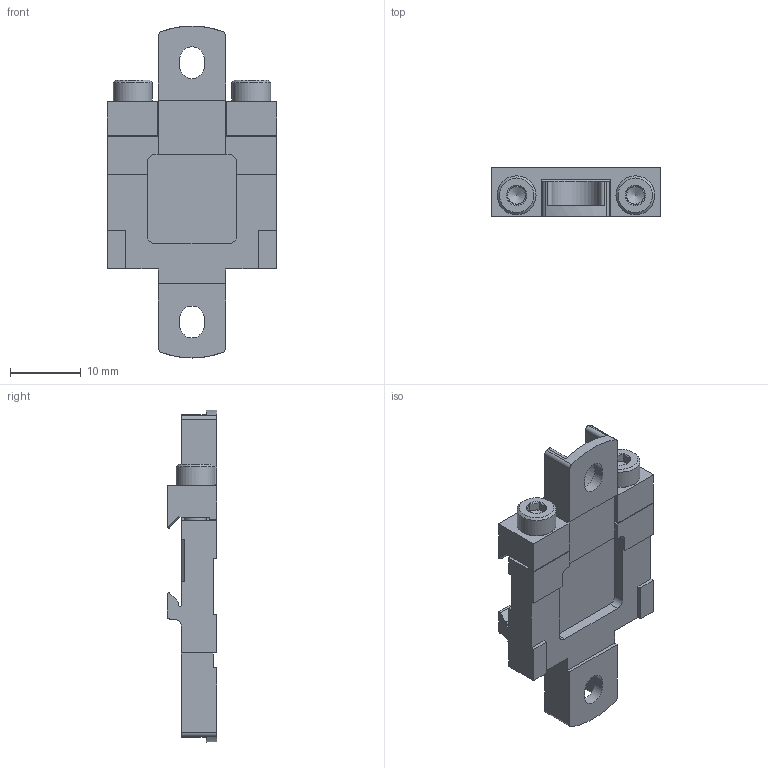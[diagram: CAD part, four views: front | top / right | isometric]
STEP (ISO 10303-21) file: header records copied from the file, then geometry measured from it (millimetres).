
FILE_DESCRIPTION(/* description */ ('STEP AP214'),/* implementation_level */ '2;1');
FILE_NAME(/* name */ '526384_MUC-8',/* time_stamp */ '2024-09-11T13:15:08+02:00',/* author */ ('License CC BY-ND 4.0'),/* organization */ ('CADENAS'),/* preprocessor_version */ 'ST-DEVELOPER v19.3',/* originating_system */ 'PARTsolutions',/* authorisation */ ' ');
FILE_SCHEMA (('AUTOMOTIVE_DESIGN {1 0 10303 214 3 1 1}'));
Length unit declared in the file: millimetre
Products named in the file (4): 526384 MUC-8; 526384 MUC-8---(P_0); 653510 MUC-8---(K); DIN-912 - M3x10(F)
Assembly tree (4 placements, depth 2):
  526384 MUC-8
    526384 MUC-8---(P_0)
    653510 MUC-8---(K)
    DIN-912 - M3x10(F)  x2
Bounding box: 24 x 7 x 47 mm (x, y, z)
Volume: 3412.6 mm3; surface area: 3681.8 mm2
Topology: 4 solids, 4 shells, 212 faces, 527 edges, 326 vertices
Faces by surface type: plane 143, cylinder 43, cone 26
Full cylindrical faces by diameter (mm): 2.459 x2, 3 x2, 3.5 x2, 5.5 x2
Entity records: 5533 total; most frequent: CARTESIAN_POINT 961, DIRECTION 931, ORIENTED_EDGE 906, EDGE_CURVE 453, LINE 341, VECTOR 341, VERTEX_POINT 295, AXIS2_PLACEMENT_3D 295
